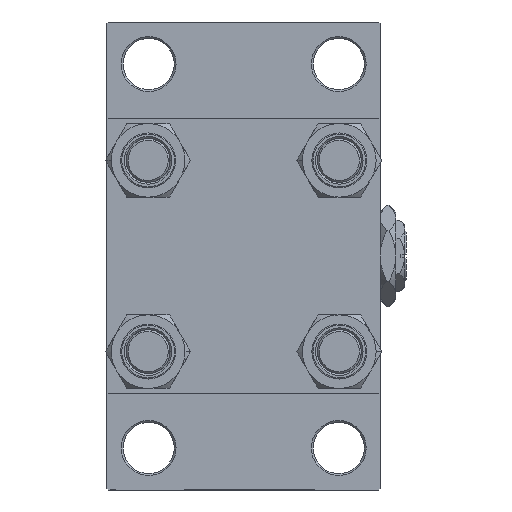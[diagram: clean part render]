
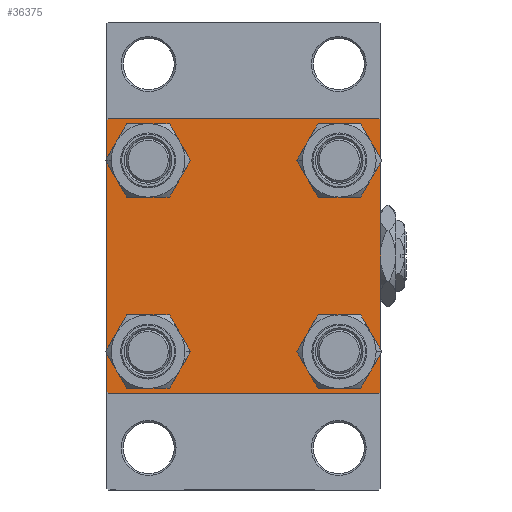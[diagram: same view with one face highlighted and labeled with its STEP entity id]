
A CAD part, left-side view. The second image highlights one B-rep face of the part: STEP entity #36375.
In plain terms, the highlighted planar face has unit normal (-1, 0, 0).
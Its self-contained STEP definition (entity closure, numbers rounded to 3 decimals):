
#32 = CIRCLE ( 'NONE', #11204, 6.5 ) ;
#241 = EDGE_CURVE ( 'NONE', #43044, #45756, #32, .T. ) ;
#317 = ORIENTED_EDGE ( 'NONE', *, *, #23365, .T. ) ;
#509 = CARTESIAN_POINT ( 'NONE',  ( 0., -37.25, -37.25 ) ) ;
#537 = EDGE_CURVE ( 'NONE', #13583, #23268, #22482, .T. ) ;
#738 = EDGE_CURVE ( 'NONE', #11675, #36825, #18552, .T. ) ;
#921 = EDGE_LOOP ( 'NONE', ( #28550, #317 ) ) ;
#1648 = AXIS2_PLACEMENT_3D ( 'NONE', #23368, #42118, #43097 ) ;
#1668 = AXIS2_PLACEMENT_3D ( 'NONE', #27821, #43069, #16802 ) ;
#3572 = FACE_OUTER_BOUND ( 'NONE', #4647, .T. ) ;
#4306 = FACE_BOUND ( 'NONE', #44680, .T. ) ;
#4647 = EDGE_LOOP ( 'NONE', ( #25729, #29388, #28668, #7620, #26184, #11640, #15168, #21180 ) ) ;
#4756 = ORIENTED_EDGE ( 'NONE', *, *, #45941, .T. ) ;
#4779 = VERTEX_POINT ( 'NONE', #37292 ) ;
#5103 = DIRECTION ( 'NONE',  ( 0., -1., 0. ) ) ;
#5681 = LINE ( 'NONE', #46750, #16822 ) ;
#6066 = CARTESIAN_POINT ( 'NONE',  ( 0., -37.5, 37.5 ) ) ;
#6376 = CARTESIAN_POINT ( 'NONE',  ( 0., -26.15, -26.15 ) ) ;
#6563 = VECTOR ( 'NONE', #7924, 1000. ) ;
#6646 = CARTESIAN_POINT ( 'NONE',  ( 0., 26.15, 32.65 ) ) ;
#6678 = DIRECTION ( 'NONE',  ( 0., 0., 1. ) ) ;
#7153 = EDGE_CURVE ( 'NONE', #7462, #26780, #46223, .T. ) ;
#7424 = AXIS2_PLACEMENT_3D ( 'NONE', #46911, #16625, #46410 ) ;
#7462 = VERTEX_POINT ( 'NONE', #19909 ) ;
#7620 = ORIENTED_EDGE ( 'NONE', *, *, #738, .T. ) ;
#7924 = DIRECTION ( 'NONE',  ( 0., 0., -1. ) ) ;
#8622 = CARTESIAN_POINT ( 'NONE',  ( 0., -26.15, 19.65 ) ) ;
#9126 = CIRCLE ( 'NONE', #37114, 6.5 ) ;
#9660 = VECTOR ( 'NONE', #38529, 1000. ) ;
#9961 = VERTEX_POINT ( 'NONE', #22577 ) ;
#10062 = DIRECTION ( 'NONE',  ( 0., 0., 1. ) ) ;
#11204 = AXIS2_PLACEMENT_3D ( 'NONE', #41361, #40380, #25612 ) ;
#11502 = CARTESIAN_POINT ( 'NONE',  ( 0., 37.25, 37.25 ) ) ;
#11640 = ORIENTED_EDGE ( 'NONE', *, *, #16555, .T. ) ;
#11675 = VERTEX_POINT ( 'NONE', #37970 ) ;
#13193 = CARTESIAN_POINT ( 'NONE',  ( 0., 37., 37.5 ) ) ;
#13386 = VERTEX_POINT ( 'NONE', #44196 ) ;
#13576 = AXIS2_PLACEMENT_3D ( 'NONE', #41830, #25847, #19075 ) ;
#13583 = VERTEX_POINT ( 'NONE', #8622 ) ;
#13764 = AXIS2_PLACEMENT_3D ( 'NONE', #6376, #43677, #48185 ) ;
#14263 = LINE ( 'NONE', #11502, #45656 ) ;
#15168 = ORIENTED_EDGE ( 'NONE', *, *, #36181, .F. ) ;
#15431 = CIRCLE ( 'NONE', #7424, 6.5 ) ;
#15919 = EDGE_CURVE ( 'NONE', #28870, #36825, #39617, .T. ) ;
#16555 = EDGE_CURVE ( 'NONE', #28870, #34826, #36324, .T. ) ;
#16576 = CARTESIAN_POINT ( 'NONE',  ( 0., -37.25, 37.25 ) ) ;
#16625 = DIRECTION ( 'NONE',  ( 1., 0., 0. ) ) ;
#16802 = DIRECTION ( 'NONE',  ( 0., 0., 1. ) ) ;
#16822 = VECTOR ( 'NONE', #32466, 1000. ) ;
#17622 = AXIS2_PLACEMENT_3D ( 'NONE', #36582, #44343, #10062 ) ;
#17711 = CARTESIAN_POINT ( 'NONE',  ( 0., 26.15, -26.15 ) ) ;
#17963 = DIRECTION ( 'NONE',  ( 1., 0., 0. ) ) ;
#18552 = LINE ( 'NONE', #509, #9660 ) ;
#18870 = DIRECTION ( 'NONE',  ( 0., 0., 1. ) ) ;
#18957 = EDGE_CURVE ( 'NONE', #45756, #43044, #24767, .T. ) ;
#19075 = DIRECTION ( 'NONE',  ( 0., 0., 1. ) ) ;
#19353 = PLANE ( 'NONE',  #31993 ) ;
#19509 = EDGE_CURVE ( 'NONE', #13386, #9961, #34404, .T. ) ;
#19586 = EDGE_CURVE ( 'NONE', #45492, #43398, #22415, .T. ) ;
#19909 = CARTESIAN_POINT ( 'NONE',  ( 0., 37.5, 37. ) ) ;
#21180 = ORIENTED_EDGE ( 'NONE', *, *, #21702, .T. ) ;
#21345 = DIRECTION ( 'NONE',  ( 0., 0., -1. ) ) ;
#21626 = VECTOR ( 'NONE', #5103, 1000. ) ;
#21702 = EDGE_CURVE ( 'NONE', #48153, #7462, #14263, .T. ) ;
#22395 = ORIENTED_EDGE ( 'NONE', *, *, #537, .T. ) ;
#22415 = CIRCLE ( 'NONE', #17622, 6.5 ) ;
#22482 = CIRCLE ( 'NONE', #1668, 6.5 ) ;
#22577 = CARTESIAN_POINT ( 'NONE',  ( 0., -26.15, -32.65 ) ) ;
#22610 = FACE_BOUND ( 'NONE', #34043, .T. ) ;
#22831 = ORIENTED_EDGE ( 'NONE', *, *, #48890, .T. ) ;
#23268 = VERTEX_POINT ( 'NONE', #46203 ) ;
#23346 = FACE_BOUND ( 'NONE', #26643, .T. ) ;
#23365 = EDGE_CURVE ( 'NONE', #9961, #13386, #45727, .T. ) ;
#23368 = CARTESIAN_POINT ( 'NONE',  ( 0., -26.15, -26.15 ) ) ;
#23731 = CARTESIAN_POINT ( 'NONE',  ( 0., 26.15, -19.65 ) ) ;
#24767 = CIRCLE ( 'NONE', #13576, 6.5 ) ;
#25612 = DIRECTION ( 'NONE',  ( 0., 0., 1. ) ) ;
#25729 = ORIENTED_EDGE ( 'NONE', *, *, #7153, .T. ) ;
#25847 = DIRECTION ( 'NONE',  ( 1., 0., 0. ) ) ;
#26184 = ORIENTED_EDGE ( 'NONE', *, *, #15919, .F. ) ;
#26643 = EDGE_LOOP ( 'NONE', ( #22831, #33567 ) ) ;
#26780 = VERTEX_POINT ( 'NONE', #38276 ) ;
#26859 = CARTESIAN_POINT ( 'NONE',  ( 0., 0., 0. ) ) ;
#27370 = VECTOR ( 'NONE', #32463, 1000. ) ;
#27821 = CARTESIAN_POINT ( 'NONE',  ( 0., -26.15, 26.15 ) ) ;
#28550 = ORIENTED_EDGE ( 'NONE', *, *, #19509, .T. ) ;
#28567 = DIRECTION ( 'NONE',  ( 0., 0.707, 0.707 ) ) ;
#28668 = ORIENTED_EDGE ( 'NONE', *, *, #39663, .T. ) ;
#28870 = VERTEX_POINT ( 'NONE', #39828 ) ;
#29388 = ORIENTED_EDGE ( 'NONE', *, *, #43451, .T. ) ;
#31993 = AXIS2_PLACEMENT_3D ( 'NONE', #26859, #45125, #18870 ) ;
#32463 = DIRECTION ( 'NONE',  ( 0., -0.707, -0.707 ) ) ;
#32466 = DIRECTION ( 'NONE',  ( 0., -1., 0. ) ) ;
#32965 = CARTESIAN_POINT ( 'NONE',  ( 0., 37.25, -37.25 ) ) ;
#33518 = ORIENTED_EDGE ( 'NONE', *, *, #241, .T. ) ;
#33567 = ORIENTED_EDGE ( 'NONE', *, *, #19586, .T. ) ;
#34043 = EDGE_LOOP ( 'NONE', ( #4756, #22395 ) ) ;
#34404 = CIRCLE ( 'NONE', #1648, 6.5 ) ;
#34826 = VERTEX_POINT ( 'NONE', #41821 ) ;
#36181 = EDGE_CURVE ( 'NONE', #48153, #34826, #46914, .T. ) ;
#36324 = LINE ( 'NONE', #16576, #40808 ) ;
#36375 = ADVANCED_FACE ( 'NONE', ( #22610, #45862, #23346, #4306, #3572 ), #19353, .T. ) ;
#36582 = CARTESIAN_POINT ( 'NONE',  ( 0., 26.15, -26.15 ) ) ;
#36700 = LINE ( 'NONE', #32965, #27370 ) ;
#36825 = VERTEX_POINT ( 'NONE', #36997 ) ;
#36997 = CARTESIAN_POINT ( 'NONE',  ( 0., -37.5, -37. ) ) ;
#37114 = AXIS2_PLACEMENT_3D ( 'NONE', #17711, #17963, #6678 ) ;
#37292 = CARTESIAN_POINT ( 'NONE',  ( 0., 37., -37.5 ) ) ;
#37970 = CARTESIAN_POINT ( 'NONE',  ( 0., -37., -37.5 ) ) ;
#38276 = CARTESIAN_POINT ( 'NONE',  ( 0., 37.5, -37. ) ) ;
#38297 = ORIENTED_EDGE ( 'NONE', *, *, #18957, .T. ) ;
#38529 = DIRECTION ( 'NONE',  ( 0., -0.707, 0.707 ) ) ;
#39159 = VECTOR ( 'NONE', #21345, 1000. ) ;
#39617 = LINE ( 'NONE', #6066, #39159 ) ;
#39663 = EDGE_CURVE ( 'NONE', #4779, #11675, #5681, .T. ) ;
#39828 = CARTESIAN_POINT ( 'NONE',  ( 0., -37.5, 37. ) ) ;
#40380 = DIRECTION ( 'NONE',  ( 1., 0., 0. ) ) ;
#40808 = VECTOR ( 'NONE', #28567, 1000. ) ;
#41321 = CARTESIAN_POINT ( 'NONE',  ( 0., 26.15, 19.65 ) ) ;
#41361 = CARTESIAN_POINT ( 'NONE',  ( 0., 26.15, 26.15 ) ) ;
#41527 = DIRECTION ( 'NONE',  ( 0., 0.707, -0.707 ) ) ;
#41821 = CARTESIAN_POINT ( 'NONE',  ( 0., -37., 37.5 ) ) ;
#41830 = CARTESIAN_POINT ( 'NONE',  ( 0., 26.15, 26.15 ) ) ;
#42118 = DIRECTION ( 'NONE',  ( 1., 0., 0. ) ) ;
#42450 = CARTESIAN_POINT ( 'NONE',  ( 0., 26.15, -32.65 ) ) ;
#43044 = VERTEX_POINT ( 'NONE', #41321 ) ;
#43069 = DIRECTION ( 'NONE',  ( 1., 0., 0. ) ) ;
#43097 = DIRECTION ( 'NONE',  ( 0., 0., 1. ) ) ;
#43398 = VERTEX_POINT ( 'NONE', #23731 ) ;
#43451 = EDGE_CURVE ( 'NONE', #26780, #4779, #36700, .T. ) ;
#43677 = DIRECTION ( 'NONE',  ( 1., 0., 0. ) ) ;
#44196 = CARTESIAN_POINT ( 'NONE',  ( 0., -26.15, -19.65 ) ) ;
#44343 = DIRECTION ( 'NONE',  ( 1., 0., 0. ) ) ;
#44680 = EDGE_LOOP ( 'NONE', ( #38297, #33518 ) ) ;
#45125 = DIRECTION ( 'NONE',  ( -1., 0., 0. ) ) ;
#45492 = VERTEX_POINT ( 'NONE', #42450 ) ;
#45656 = VECTOR ( 'NONE', #41527, 1000. ) ;
#45727 = CIRCLE ( 'NONE', #13764, 6.5 ) ;
#45756 = VERTEX_POINT ( 'NONE', #6646 ) ;
#45862 = FACE_BOUND ( 'NONE', #921, .T. ) ;
#45941 = EDGE_CURVE ( 'NONE', #23268, #13583, #15431, .T. ) ;
#46203 = CARTESIAN_POINT ( 'NONE',  ( 0., -26.15, 32.65 ) ) ;
#46223 = LINE ( 'NONE', #46971, #6563 ) ;
#46410 = DIRECTION ( 'NONE',  ( 0., 0., 1. ) ) ;
#46750 = CARTESIAN_POINT ( 'NONE',  ( 0., 37.5, -37.5 ) ) ;
#46911 = CARTESIAN_POINT ( 'NONE',  ( 0., -26.15, 26.15 ) ) ;
#46914 = LINE ( 'NONE', #47399, #21626 ) ;
#46971 = CARTESIAN_POINT ( 'NONE',  ( 0., 37.5, 37.5 ) ) ;
#47399 = CARTESIAN_POINT ( 'NONE',  ( 0., 37.5, 37.5 ) ) ;
#48153 = VERTEX_POINT ( 'NONE', #13193 ) ;
#48185 = DIRECTION ( 'NONE',  ( 0., 0., 1. ) ) ;
#48890 = EDGE_CURVE ( 'NONE', #43398, #45492, #9126, .T. ) ;
